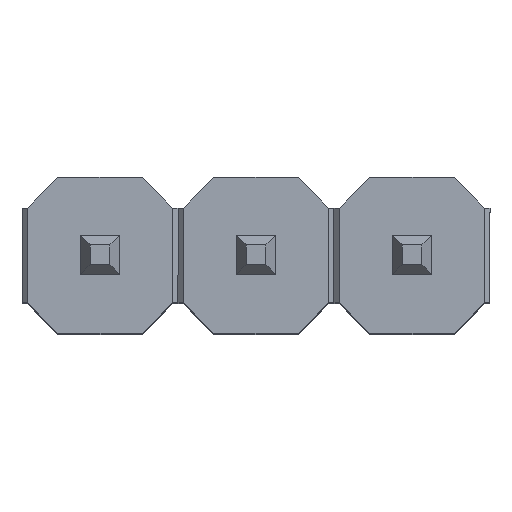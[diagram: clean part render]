
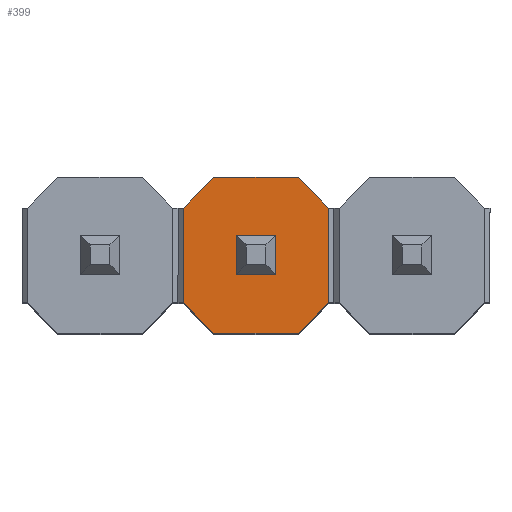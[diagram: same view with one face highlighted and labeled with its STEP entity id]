
A CAD part, top view. The second image highlights one B-rep face of the part: STEP entity #399.
In plain terms, the highlighted planar face has unit normal (0, 0, 1).
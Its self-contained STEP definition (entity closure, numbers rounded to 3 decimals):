
#399=ADVANCED_FACE('',(#1023),#1025,.T.);
#1023=FACE_BOUND('',#1024,.T.);
#1024=EDGE_LOOP('',(#1503,#1504,#1505,#1506,#1507,#1508,#1509,#1510));
#1025=PLANE('',#1026);
#1026=AXIS2_PLACEMENT_3D('',#1027,#1028,#1029);
#1027=CARTESIAN_POINT('',(5.08,0.,2.5));
#1028=DIRECTION('',(0.,0.,1.));
#1029=DIRECTION('',(1.,0.,0.));
#1503=ORIENTED_EDGE('',*,*,#1811,.T.);
#1504=ORIENTED_EDGE('',*,*,#1774,.T.);
#1505=ORIENTED_EDGE('',*,*,#1812,.T.);
#1506=ORIENTED_EDGE('',*,*,#1778,.T.);
#1507=ORIENTED_EDGE('',*,*,#1813,.T.);
#1508=ORIENTED_EDGE('',*,*,#1791,.T.);
#1509=ORIENTED_EDGE('',*,*,#1814,.T.);
#1510=ORIENTED_EDGE('',*,*,#1794,.T.);
#1774=EDGE_CURVE('',#1946,#1944,#1947,.T.);
#1778=EDGE_CURVE('',#1954,#1952,#1955,.T.);
#1791=EDGE_CURVE('',#1964,#1972,#1974,.T.);
#1794=EDGE_CURVE('',#1980,#1978,#1981,.T.);
#1811=EDGE_CURVE('',#1978,#1946,#2007,.F.);
#1812=EDGE_CURVE('',#1944,#1954,#2008,.T.);
#1813=EDGE_CURVE('',#1952,#1964,#2009,.F.);
#1814=EDGE_CURVE('',#1972,#1980,#2010,.T.);
#1944=VERTEX_POINT('',#2216);
#1946=VERTEX_POINT('',#2220);
#1947=LINE('',#2221,#2222);
#1952=VERTEX_POINT('',#2232);
#1954=VERTEX_POINT('',#2236);
#1955=LINE('',#2237,#2238);
#1964=VERTEX_POINT('',#2260);
#1972=VERTEX_POINT('',#2278);
#1974=LINE('',#2282,#2283);
#1978=VERTEX_POINT('',#2290);
#1980=VERTEX_POINT('',#2294);
#1981=LINE('',#2295,#2296);
#2007=LINE('',#2355,#2356);
#2008=LINE('',#2358,#2359);
#2009=LINE('',#2361,#2362);
#2010=LINE('',#2364,#2365);
#2216=CARTESIAN_POINT('',(3.225,1.27,2.5));
#2220=CARTESIAN_POINT('',(3.725,0.77,2.5));
#2221=CARTESIAN_POINT('',(3.725,0.77,2.5));
#2222=VECTOR('',#2223,1.);
#2223=DIRECTION('',(-0.707,0.707,0.));
#2232=CARTESIAN_POINT('',(1.355,0.77,2.5));
#2236=CARTESIAN_POINT('',(1.855,1.27,2.5));
#2237=CARTESIAN_POINT('',(1.855,1.27,2.5));
#2238=VECTOR('',#2239,1.);
#2239=DIRECTION('',(-0.707,-0.707,0.));
#2260=CARTESIAN_POINT('',(1.355,-0.77,2.5));
#2278=CARTESIAN_POINT('',(1.855,-1.27,2.5));
#2282=CARTESIAN_POINT('',(1.355,-0.77,2.5));
#2283=VECTOR('',#2284,1.);
#2284=DIRECTION('',(0.707,-0.707,0.));
#2290=CARTESIAN_POINT('',(3.725,-0.77,2.5));
#2294=CARTESIAN_POINT('',(3.225,-1.27,2.5));
#2295=CARTESIAN_POINT('',(3.225,-1.27,2.5));
#2296=VECTOR('',#2297,1.);
#2297=DIRECTION('',(0.707,0.707,0.));
#2355=CARTESIAN_POINT('',(3.725,0.77,2.5));
#2356=VECTOR('',#2357,1.);
#2357=DIRECTION('',(0.,-1.,0.));
#2358=CARTESIAN_POINT('',(3.225,1.27,2.5));
#2359=VECTOR('',#2360,1.);
#2360=DIRECTION('',(-1.,0.,0.));
#2361=CARTESIAN_POINT('',(1.355,-0.77,2.5));
#2362=VECTOR('',#2363,1.);
#2363=DIRECTION('',(0.,1.,0.));
#2364=CARTESIAN_POINT('',(1.855,-1.27,2.5));
#2365=VECTOR('',#2366,1.);
#2366=DIRECTION('',(1.,0.,0.));
